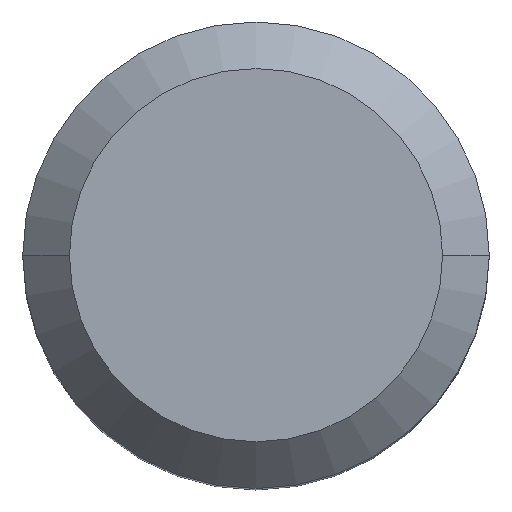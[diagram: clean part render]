
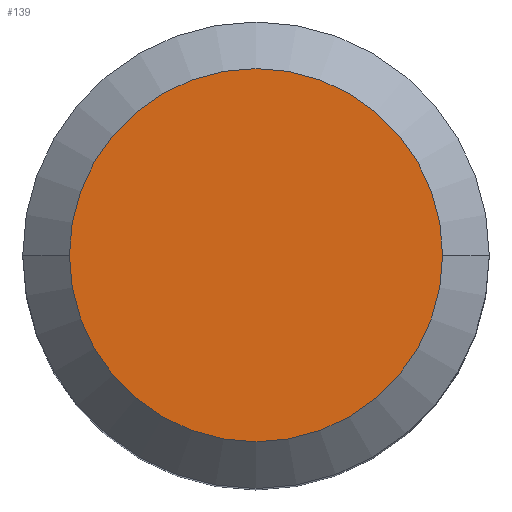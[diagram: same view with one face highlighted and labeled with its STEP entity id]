
A CAD part, top view. The second image highlights one B-rep face of the part: STEP entity #139.
In plain terms, the highlighted planar face has unit normal (0, 0, 1).
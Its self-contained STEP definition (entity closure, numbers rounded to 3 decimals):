
#4 = CIRCLE ( 'NONE', #194, 1.2 ) ;
#32 = VERTEX_POINT ( 'NONE', #202 ) ;
#44 = EDGE_LOOP ( 'NONE', ( #81, #76 ) ) ;
#45 = AXIS2_PLACEMENT_3D ( 'NONE', #156, #140, #192 ) ;
#50 = DIRECTION ( 'NONE',  ( 1., 0., 0. ) ) ;
#68 = DIRECTION ( 'NONE',  ( 0., 0., 1. ) ) ;
#69 = CARTESIAN_POINT ( 'NONE',  ( 0., 0., 6. ) ) ;
#71 = FACE_OUTER_BOUND ( 'NONE', #44, .T. ) ;
#76 = ORIENTED_EDGE ( 'NONE', *, *, #177, .T. ) ;
#77 = CARTESIAN_POINT ( 'NONE',  ( 1.2, 0., 6. ) ) ;
#81 = ORIENTED_EDGE ( 'NONE', *, *, #167, .T. ) ;
#127 = PLANE ( 'NONE',  #191 ) ;
#136 = DIRECTION ( 'NONE',  ( 0., 0., 1. ) ) ;
#139 = ADVANCED_FACE ( 'NONE', ( #71 ), #127, .T. ) ;
#140 = DIRECTION ( 'NONE',  ( 0., 0., 1. ) ) ;
#141 = DIRECTION ( 'NONE',  ( 1., 0., 0. ) ) ;
#156 = CARTESIAN_POINT ( 'NONE',  ( 0., 0., 6. ) ) ;
#167 = EDGE_CURVE ( 'NONE', #32, #217, #4, .T. ) ;
#177 = EDGE_CURVE ( 'NONE', #217, #32, #186, .T. ) ;
#186 = CIRCLE ( 'NONE', #45, 1.2 ) ;
#191 = AXIS2_PLACEMENT_3D ( 'NONE', #213, #136, #50 ) ;
#192 = DIRECTION ( 'NONE',  ( 1., 0., 0. ) ) ;
#194 = AXIS2_PLACEMENT_3D ( 'NONE', #69, #68, #141 ) ;
#202 = CARTESIAN_POINT ( 'NONE',  ( -1.2, 0., 6. ) ) ;
#213 = CARTESIAN_POINT ( 'NONE',  ( 0., 0., 6. ) ) ;
#217 = VERTEX_POINT ( 'NONE', #77 ) ;
